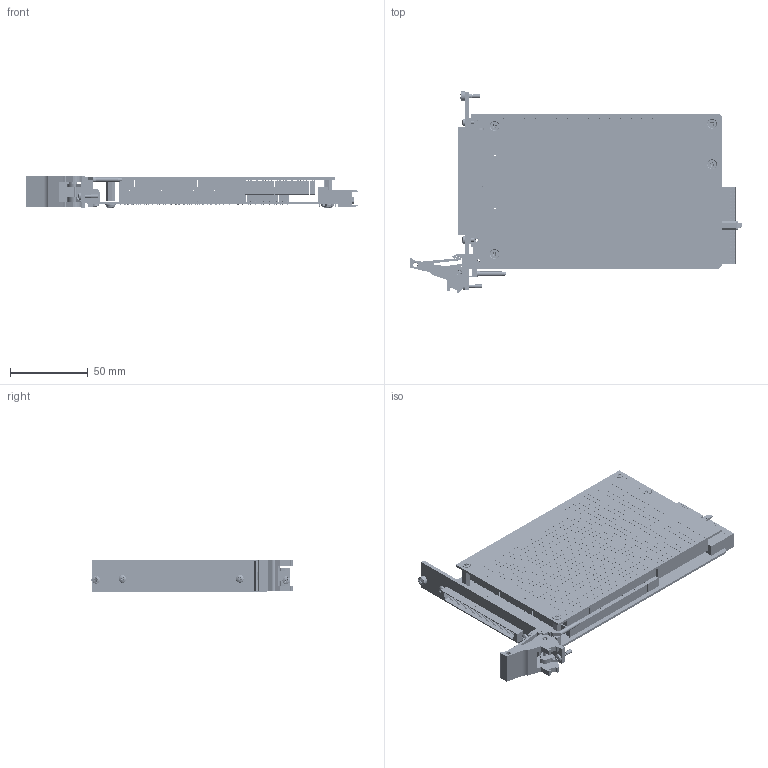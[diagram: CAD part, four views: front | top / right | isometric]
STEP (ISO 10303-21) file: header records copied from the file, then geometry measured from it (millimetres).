
FILE_DESCRIPTION (( 'STEP AP214' ), '1' );
FILE_NAME ('40-541-021 ULTRA HI-DEN MAT66x8 1PL CZ.STEP', '2013-08-30T08:16:16', ( 'admin' ), ( '' ), 'SwSTEP 2.0', 'SolidWorks 2012', '' );
FILE_SCHEMA (( 'AUTOMOTIVE_DESIGN' ));
Length unit declared in the file: millimetre
Products named in the file (1): 40-541-021 ULTRA HI-DEN MAT66x8 1PL CZ
Bounding box: 214 x 129.67 x 20 mm (x, y, z)
Surface area: 109921.9 mm2 (no closed solid volume)
Topology: 0 solids, 2498 shells, 6071 faces, 18806 edges, 13971 vertices
Faces by surface type: plane 3781, cylinder 2221, cone 34, torus 21, bspline 7, sphere 7
Full cylindrical faces by diameter (mm): 0.242 x1, 0.38 x532, 0.406 x2, 0.5 x1387, 0.6 x110, 0.762 x2, 0.991 x4, 1.016 x2, 1.496 x2, 2 x5, 2.5 x5, 2.6 x4, 2.8 x1, 3 x3, 3.665 x1, 5 x7, 5.3 x1, 5.5 x4, 6 x1, 6.8 x4
Entity records: 259167 total; most frequent: CARTESIAN_POINT 42811, DIRECTION 32324, ORIENTED_EDGE 21077, EDGE_CURVE 15402, VERTEX_POINT 12684, AXIS2_PLACEMENT_3D 11478, LINE 9368, VECTOR 9368
